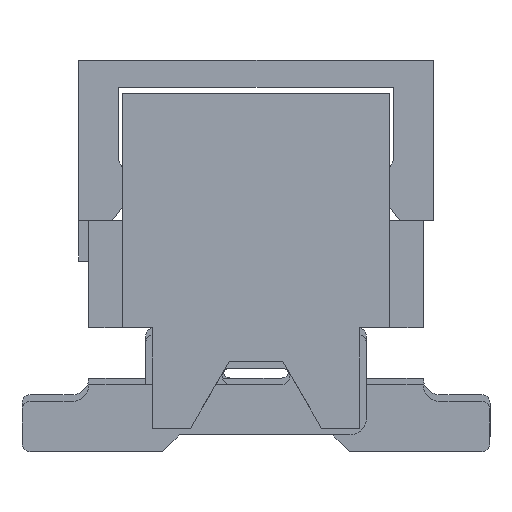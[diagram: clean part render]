
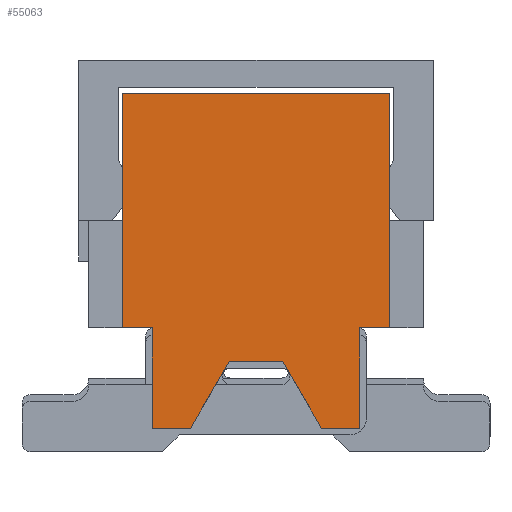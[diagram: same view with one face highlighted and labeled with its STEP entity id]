
A CAD part, left-side view. The second image highlights one B-rep face of the part: STEP entity #55063.
In plain terms, the highlighted planar face has unit normal (-1, 0, 0).
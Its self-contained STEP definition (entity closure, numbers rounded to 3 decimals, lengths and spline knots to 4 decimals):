
#11093=ORIENTED_EDGE('',*,*,#18852,.F.);
#11094=ORIENTED_EDGE('',*,*,#18848,.F.);
#11095=ORIENTED_EDGE('',*,*,#18569,.F.);
#11096=ORIENTED_EDGE('',*,*,#18572,.F.);
#11097=ORIENTED_EDGE('',*,*,#18574,.F.);
#11098=ORIENTED_EDGE('',*,*,#18576,.F.);
#11099=ORIENTED_EDGE('',*,*,#18578,.F.);
#11100=ORIENTED_EDGE('',*,*,#18580,.F.);
#11101=ORIENTED_EDGE('',*,*,#18582,.F.);
#11102=ORIENTED_EDGE('',*,*,#18726,.F.);
#11103=ORIENTED_EDGE('',*,*,#18853,.T.);
#11104=ORIENTED_EDGE('',*,*,#18140,.F.);
#11105=ORIENTED_EDGE('',*,*,#13852,.F.);
#11106=ORIENTED_EDGE('',*,*,#18167,.F.);
#13852=EDGE_CURVE('',#19834,#19835,#23747,.T.);
#18140=EDGE_CURVE('',#19835,#22758,#27197,.T.);
#18167=EDGE_CURVE('',#22778,#19834,#27224,.T.);
#18569=EDGE_CURVE('',#22984,#22985,#27626,.T.);
#18572=EDGE_CURVE('',#22986,#22984,#27629,.T.);
#18574=EDGE_CURVE('',#22987,#22986,#27631,.T.);
#18576=EDGE_CURVE('',#22988,#22987,#27633,.T.);
#18578=EDGE_CURVE('',#22989,#22988,#27635,.T.);
#18580=EDGE_CURVE('',#22990,#22989,#27637,.T.);
#18582=EDGE_CURVE('',#22991,#22990,#27639,.T.);
#18726=EDGE_CURVE('',#23069,#22991,#27783,.T.);
#18848=EDGE_CURVE('',#22985,#23134,#27905,.T.);
#18852=EDGE_CURVE('',#23134,#22778,#27909,.T.);
#18853=EDGE_CURVE('',#23069,#22758,#27910,.T.);
#19834=VERTEX_POINT('',#70342);
#19835=VERTEX_POINT('',#70343);
#22758=VERTEX_POINT('',#78771);
#22778=VERTEX_POINT('',#78819);
#22984=VERTEX_POINT('',#79604);
#22985=VERTEX_POINT('',#79606);
#22986=VERTEX_POINT('',#79610);
#22987=VERTEX_POINT('',#79614);
#22988=VERTEX_POINT('',#79618);
#22989=VERTEX_POINT('',#79622);
#22990=VERTEX_POINT('',#79626);
#22991=VERTEX_POINT('',#79630);
#23069=VERTEX_POINT('',#79899);
#23134=VERTEX_POINT('',#80087);
#23747=LINE('',#70341,#28921);
#27197=LINE('',#78770,#32371);
#27224=LINE('',#78818,#32398);
#27626=LINE('',#79605,#32800);
#27629=LINE('',#79611,#32803);
#27631=LINE('',#79615,#32805);
#27633=LINE('',#79619,#32807);
#27635=LINE('',#79623,#32809);
#27637=LINE('',#79627,#32811);
#27639=LINE('',#79631,#32813);
#27783=LINE('',#79900,#32957);
#27905=LINE('',#80086,#33079);
#27909=LINE('',#80093,#33083);
#27910=LINE('',#80094,#33084);
#28921=VECTOR('',#59087,1000.);
#32371=VECTOR('',#66647,1000.);
#32398=VECTOR('',#66676,1000.);
#32800=VECTOR('',#67434,1000.);
#32803=VECTOR('',#67439,1000.);
#32805=VECTOR('',#67443,1000.);
#32807=VECTOR('',#67447,1000.);
#32809=VECTOR('',#67451,1000.);
#32811=VECTOR('',#67455,1000.);
#32813=VECTOR('',#67459,1000.);
#32957=VECTOR('',#67697,1000.);
#33079=VECTOR('',#67819,1000.);
#33083=VECTOR('',#67825,1000.);
#33084=VECTOR('',#67826,1000.);
#35261=EDGE_LOOP('',(#11093,#11094,#11095,#11096,#11097,#11098,#11099,#11100,
#11101,#11102,#11103,#11104,#11105,#11106));
#37376=FACE_BOUND('',#35261,.T.);
#39019=PLANE('',#57951);
#55063=ADVANCED_FACE('',(#37376),#39019,.F.);
#57951=AXIS2_PLACEMENT_3D('',#80092,#67823,#67824);
#59087=DIRECTION('',(0.,-1.,0.));
#66647=DIRECTION('',(0.,0.,-1.));
#66676=DIRECTION('',(0.,0.,1.));
#67434=DIRECTION('',(0.,0.,1.));
#67439=DIRECTION('',(0.,1.,0.));
#67443=DIRECTION('',(0.,0.502,-0.865));
#67447=DIRECTION('',(0.,1.,0.));
#67451=DIRECTION('',(0.,0.502,0.865));
#67455=DIRECTION('',(0.,1.,0.));
#67459=DIRECTION('',(0.,0.,-1.));
#67697=DIRECTION('',(0.,1.,0.));
#67819=DIRECTION('',(0.,1.,0.));
#67823=DIRECTION('',(1.,0.,0.));
#67824=DIRECTION('',(0.,0.,-1.));
#67825=DIRECTION('',(0.,0.,1.));
#67826=DIRECTION('',(0.,0.,1.));
#70341=CARTESIAN_POINT('',(-14.235,2.,2.7));
#70342=CARTESIAN_POINT('',(-14.235,2.,2.7));
#70343=CARTESIAN_POINT('',(-14.235,-2.,2.7));
#78770=CARTESIAN_POINT('',(-14.235,-2.,2.7));
#78771=CARTESIAN_POINT('',(-14.235,-2.,0.8));
#78818=CARTESIAN_POINT('',(-14.235,2.,0.8));
#78819=CARTESIAN_POINT('',(-14.235,2.,0.8));
#79604=CARTESIAN_POINT('',(-14.235,1.55,-2.3));
#79605=CARTESIAN_POINT('',(-14.235,1.55,-0.8));
#79606=CARTESIAN_POINT('',(-14.235,1.55,-0.8));
#79610=CARTESIAN_POINT('',(-14.235,0.98,-2.3));
#79611=CARTESIAN_POINT('',(-14.235,0.98,-2.3));
#79614=CARTESIAN_POINT('',(-14.235,0.4,-1.3));
#79615=CARTESIAN_POINT('',(-14.235,0.4,-1.3));
#79618=CARTESIAN_POINT('',(-14.235,-0.4,-1.3));
#79619=CARTESIAN_POINT('',(-14.235,-0.4,-1.3));
#79622=CARTESIAN_POINT('',(-14.235,-0.98,-2.3));
#79623=CARTESIAN_POINT('',(-14.235,-0.98,-2.3));
#79626=CARTESIAN_POINT('',(-14.235,-1.55,-2.3));
#79627=CARTESIAN_POINT('',(-14.235,-1.55,-2.3));
#79630=CARTESIAN_POINT('',(-14.235,-1.55,-0.8));
#79631=CARTESIAN_POINT('',(-14.235,-1.55,-0.8));
#79899=CARTESIAN_POINT('',(-14.235,-2.,-0.8));
#79900=CARTESIAN_POINT('',(-14.235,-2.5,-0.8));
#80086=CARTESIAN_POINT('',(-14.235,2.5,-0.8));
#80087=CARTESIAN_POINT('',(-14.235,2.,-0.8));
#80092=CARTESIAN_POINT('',(-14.235,0.,0.));
#80093=CARTESIAN_POINT('',(-14.235,2.,-0.8));
#80094=CARTESIAN_POINT('',(-14.235,-2.,-0.8));
